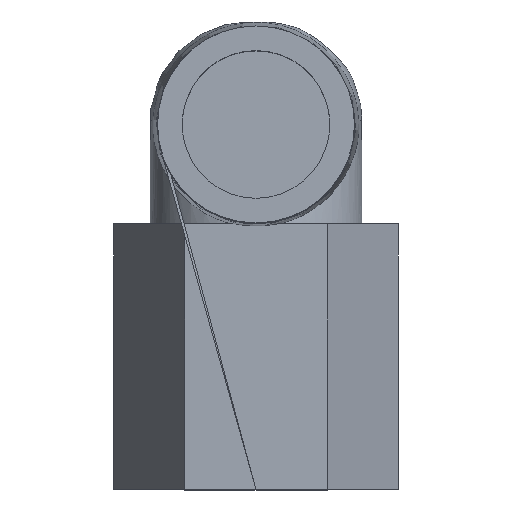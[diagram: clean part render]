
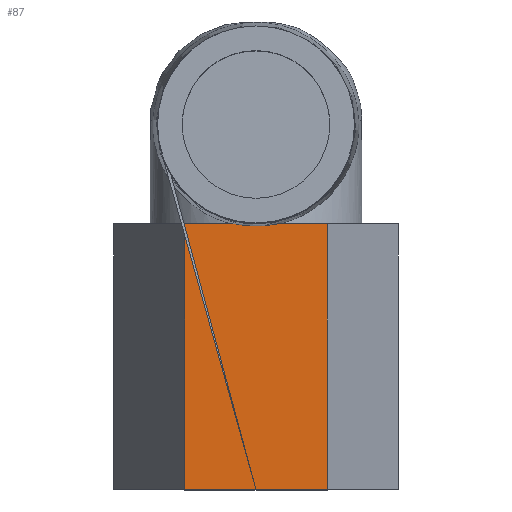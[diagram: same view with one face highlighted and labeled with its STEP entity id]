
A CAD part, top view. The second image highlights one B-rep face of the part: STEP entity #87.
In plain terms, the highlighted planar face has unit normal (0, 0, 1).
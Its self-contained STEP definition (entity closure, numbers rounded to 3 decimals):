
#87 = ADVANCED_FACE( '', ( #202 ), #203, .T. );
#202 = FACE_OUTER_BOUND( '', #345, .T. );
#203 = PLANE( '', #346 );
#345 = EDGE_LOOP( '', ( #593, #594, #595, #596, #597, #598 ) );
#346 = AXIS2_PLACEMENT_3D( '', #599, #600, #601 );
#593 = ORIENTED_EDGE( '', *, *, #825, .F. );
#594 = ORIENTED_EDGE( '', *, *, #855, .F. );
#595 = ORIENTED_EDGE( '', *, *, #844, .T. );
#596 = ORIENTED_EDGE( '', *, *, #856, .F. );
#597 = ORIENTED_EDGE( '', *, *, #840, .T. );
#598 = ORIENTED_EDGE( '', *, *, #857, .T. );
#599 = CARTESIAN_POINT( '', ( 7.217, 27., 12.5 ) );
#600 = DIRECTION( '', ( 0., 0., 1. ) );
#601 = DIRECTION( '', ( 1., 0., 0. ) );
#825 = EDGE_CURVE( '', #961, #963, #964, .T. );
#840 = EDGE_CURVE( '', #988, #986, #989, .T. );
#844 = EDGE_CURVE( '', #996, #994, #997, .T. );
#855 = EDGE_CURVE( '', #996, #961, #1013, .T. );
#856 = EDGE_CURVE( '', #988, #994, #1014, .T. );
#857 = EDGE_CURVE( '', #986, #963, #1015, .T. );
#961 = VERTEX_POINT( '', #1141 );
#963 = VERTEX_POINT( '', #1144 );
#964 = LINE( '', #1145, #1146 );
#986 = VERTEX_POINT( '', #1176 );
#988 = VERTEX_POINT( '', #1179 );
#989 = LINE( '', #1180, #1181 );
#994 = VERTEX_POINT( '', #1189 );
#996 = VERTEX_POINT( '', #1194 );
#997 = LINE( '', #1195, #1196 );
#1013 = LINE( '', #1214, #1215 );
#1014 = CIRCLE( '', #1216, 10.262 );
#1015 = LINE( '', #1217, #1218 );
#1141 = CARTESIAN_POINT( '', ( 7.217, 0., 12.5 ) );
#1144 = CARTESIAN_POINT( '', ( -7.217, 0., 12.5 ) );
#1145 = CARTESIAN_POINT( '', ( 0., 0., 12.5 ) );
#1146 = VECTOR( '', #1453, 1000. );
#1176 = CARTESIAN_POINT( '', ( -7.217, 27., 12.5 ) );
#1179 = CARTESIAN_POINT( '', ( -2.304, 27., 12.5 ) );
#1180 = CARTESIAN_POINT( '', ( 7.217, 27., 12.5 ) );
#1181 = VECTOR( '', #1472, 1000. );
#1189 = CARTESIAN_POINT( '', ( 2.304, 27., 12.5 ) );
#1194 = CARTESIAN_POINT( '', ( 7.217, 27., 12.5 ) );
#1195 = CARTESIAN_POINT( '', ( 7.217, 27., 12.5 ) );
#1196 = VECTOR( '', #1476, 1000. );
#1214 = CARTESIAN_POINT( '', ( 7.217, 27., 12.5 ) );
#1215 = VECTOR( '', #1494, 1000. );
#1216 = AXIS2_PLACEMENT_3D( '', #1495, #1496, #1497 );
#1217 = CARTESIAN_POINT( '', ( -7.217, 27., 12.5 ) );
#1218 = VECTOR( '', #1498, 1000. );
#1453 = DIRECTION( '', ( -1., 0., 0. ) );
#1472 = DIRECTION( '', ( -1., 0., 0. ) );
#1476 = DIRECTION( '', ( -1., 0., 0. ) );
#1494 = DIRECTION( '', ( 0., -1., 0. ) );
#1495 = CARTESIAN_POINT( '', ( 0., 37., 12.5 ) );
#1496 = DIRECTION( '', ( 0., 0., 1. ) );
#1497 = DIRECTION( '', ( 1., 0., 0. ) );
#1498 = DIRECTION( '', ( 0., -1., 0. ) );
